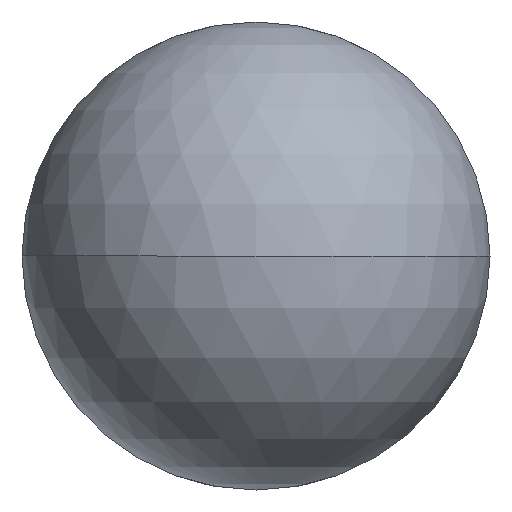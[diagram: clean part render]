
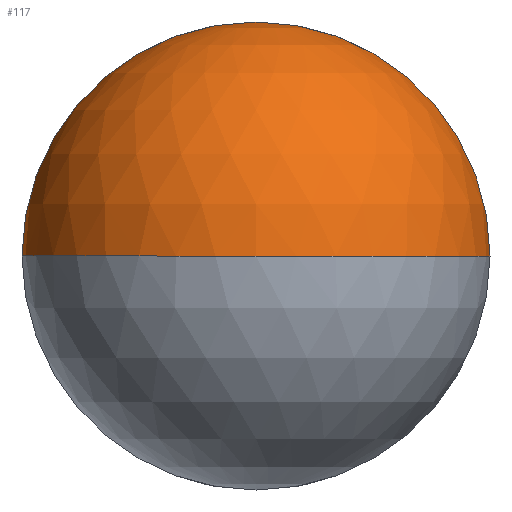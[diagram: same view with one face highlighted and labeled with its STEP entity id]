
A CAD part, front view. The second image highlights one B-rep face of the part: STEP entity #117.
In plain terms, the highlighted spherical face has radius 2.381 mm.
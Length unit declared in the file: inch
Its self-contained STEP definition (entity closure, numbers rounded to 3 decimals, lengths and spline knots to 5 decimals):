
#1 = CARTESIAN_POINT ( 'NONE',  ( 0., 0.09375, 0. ) ) ;
#3 = AXIS2_PLACEMENT_3D ( 'NONE', #1, #159, #214 ) ;
#11 = CARTESIAN_POINT ( 'NONE',  ( -0.09375, 0.09375, 0. ) ) ;
#12 = AXIS2_PLACEMENT_3D ( 'NONE', #237, #69, #40 ) ;
#22 = CARTESIAN_POINT ( 'NONE',  ( 0., 0.09375, 0. ) ) ;
#40 = DIRECTION ( 'NONE',  ( -1., 0., 0. ) ) ;
#43 = EDGE_CURVE ( 'NONE', #286, #78, #187, .T. ) ;
#58 = AXIS2_PLACEMENT_3D ( 'NONE', #197, #128, #331 ) ;
#69 = DIRECTION ( 'NONE',  ( 0., 0., -1. ) ) ;
#78 = VERTEX_POINT ( 'NONE', #11 ) ;
#80 = AXIS2_PLACEMENT_3D ( 'NONE', #22, #211, #156 ) ;
#81 = DIRECTION ( 'NONE',  ( 0., 0., -1. ) ) ;
#83 = VERTEX_POINT ( 'NONE', #301 ) ;
#87 = AXIS2_PLACEMENT_3D ( 'NONE', #110, #193, #81 ) ;
#103 = CARTESIAN_POINT ( 'NONE',  ( 0., 0., 0. ) ) ;
#110 = CARTESIAN_POINT ( 'NONE',  ( 0., 0.09375, 0. ) ) ;
#117 = ADVANCED_FACE ( 'NONE', ( #201 ), #308, .T. ) ;
#126 = CIRCLE ( 'NONE', #3, 0.09375 ) ;
#128 = DIRECTION ( 'NONE',  ( 0., -1., 0. ) ) ;
#130 = EDGE_CURVE ( 'NONE', #83, #286, #222, .T. ) ;
#135 = VERTEX_POINT ( 'NONE', #103 ) ;
#142 = CARTESIAN_POINT ( 'NONE',  ( 0., 0.09375, 0.09375 ) ) ;
#156 = DIRECTION ( 'NONE',  ( 1., 0., 0. ) ) ;
#159 = DIRECTION ( 'NONE',  ( 0., 0., 1. ) ) ;
#164 = ORIENTED_EDGE ( 'NONE', *, *, #43, .T. ) ;
#177 = CIRCLE ( 'NONE', #12, 0.09375 ) ;
#187 = CIRCLE ( 'NONE', #87, 0.09375 ) ;
#193 = DIRECTION ( 'NONE',  ( 0., -1., 0. ) ) ;
#194 = EDGE_CURVE ( 'NONE', #83, #135, #177, .T. ) ;
#197 = CARTESIAN_POINT ( 'NONE',  ( 0., 0.09375, 0. ) ) ;
#201 = FACE_OUTER_BOUND ( 'NONE', #316, .T. ) ;
#211 = DIRECTION ( 'NONE',  ( 0., 0., 1. ) ) ;
#214 = DIRECTION ( 'NONE',  ( 1., 0., 0. ) ) ;
#222 = CIRCLE ( 'NONE', #58, 0.09375 ) ;
#237 = CARTESIAN_POINT ( 'NONE',  ( 0., 0.09375, 0. ) ) ;
#286 = VERTEX_POINT ( 'NONE', #142 ) ;
#301 = CARTESIAN_POINT ( 'NONE',  ( 0.09375, 0.09375, 0. ) ) ;
#308 = SPHERICAL_SURFACE ( 'NONE', #80, 0.09375 ) ;
#316 = EDGE_LOOP ( 'NONE', ( #164, #347, #330, #365 ) ) ;
#330 = ORIENTED_EDGE ( 'NONE', *, *, #194, .F. ) ;
#331 = DIRECTION ( 'NONE',  ( 0., 0., -1. ) ) ;
#347 = ORIENTED_EDGE ( 'NONE', *, *, #364, .T. ) ;
#364 = EDGE_CURVE ( 'NONE', #78, #135, #126, .T. ) ;
#365 = ORIENTED_EDGE ( 'NONE', *, *, #130, .T. ) ;
